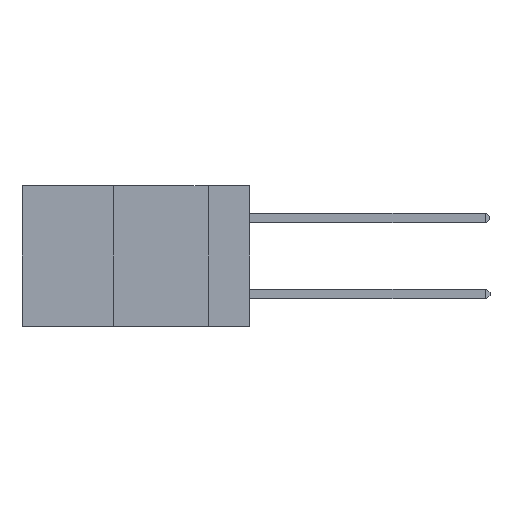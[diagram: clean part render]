
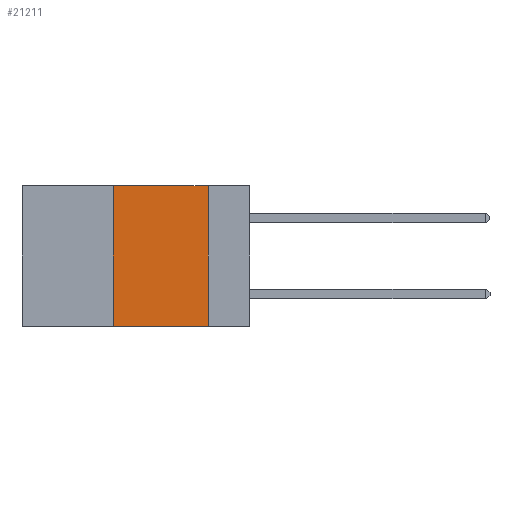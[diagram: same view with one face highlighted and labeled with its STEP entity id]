
A CAD part, left-side view. The second image highlights one B-rep face of the part: STEP entity #21211.
In plain terms, the highlighted planar face has unit normal (-1, 0, 0).
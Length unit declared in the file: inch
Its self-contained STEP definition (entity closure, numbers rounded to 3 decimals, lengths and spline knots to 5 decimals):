
#460 = DIRECTION ( 'NONE',  ( 0., 0., -1. ) ) ;
#1447 = CARTESIAN_POINT ( 'NONE',  ( 0., 0.6, 0. ) ) ;
#1964 = VERTEX_POINT ( 'NONE', #7182 ) ;
#3388 = DIRECTION ( 'NONE',  ( 1., 0., 0. ) ) ;
#4219 = CARTESIAN_POINT ( 'NONE',  ( 0., 0.6, -0.37 ) ) ;
#4512 = LINE ( 'NONE', #21959, #8836 ) ;
#5049 = VERTEX_POINT ( 'NONE', #16004 ) ;
#6048 = ORIENTED_EDGE ( 'NONE', *, *, #13405, .F. ) ;
#6594 = ORIENTED_EDGE ( 'NONE', *, *, #10425, .T. ) ;
#7059 = LINE ( 'NONE', #14200, #16111 ) ;
#7101 = EDGE_CURVE ( 'NONE', #22028, #1964, #4512, .T. ) ;
#7182 = CARTESIAN_POINT ( 'NONE',  ( 0., 0.11, 0. ) ) ;
#7502 = AXIS2_PLACEMENT_3D ( 'NONE', #1447, #3388, #16185 ) ;
#8612 = LINE ( 'NONE', #4219, #22474 ) ;
#8836 = VECTOR ( 'NONE', #12920, 39.37008 ) ;
#10425 = EDGE_CURVE ( 'NONE', #5049, #12715, #8612, .T. ) ;
#10426 = VECTOR ( 'NONE', #460, 39.37008 ) ;
#10581 = ORIENTED_EDGE ( 'NONE', *, *, #23504, .F. ) ;
#10714 = EDGE_LOOP ( 'NONE', ( #10581, #18248, #6048, #6594 ) ) ;
#12545 = PLANE ( 'NONE',  #7502 ) ;
#12715 = VERTEX_POINT ( 'NONE', #14576 ) ;
#12920 = DIRECTION ( 'NONE',  ( 0., -1., 0. ) ) ;
#13403 = DIRECTION ( 'NONE',  ( 0., -1., 0. ) ) ;
#13405 = EDGE_CURVE ( 'NONE', #5049, #22028, #7059, .T. ) ;
#14200 = CARTESIAN_POINT ( 'NONE',  ( 0., 0.36, 0. ) ) ;
#14576 = CARTESIAN_POINT ( 'NONE',  ( 0., 0.11, -0.37 ) ) ;
#14693 = CARTESIAN_POINT ( 'NONE',  ( 0., 0.36, 0. ) ) ;
#15231 = CARTESIAN_POINT ( 'NONE',  ( 0., 0.11, 0. ) ) ;
#16004 = CARTESIAN_POINT ( 'NONE',  ( 0., 0.36, -0.37 ) ) ;
#16094 = DIRECTION ( 'NONE',  ( 0., 0., 1. ) ) ;
#16111 = VECTOR ( 'NONE', #16094, 39.37008 ) ;
#16185 = DIRECTION ( 'NONE',  ( 0., 0., -1. ) ) ;
#16927 = LINE ( 'NONE', #15231, #10426 ) ;
#17903 = FACE_OUTER_BOUND ( 'NONE', #10714, .T. ) ;
#18248 = ORIENTED_EDGE ( 'NONE', *, *, #7101, .F. ) ;
#21211 = ADVANCED_FACE ( 'NONE', ( #17903 ), #12545, .F. ) ;
#21959 = CARTESIAN_POINT ( 'NONE',  ( 0., 0.6, 0. ) ) ;
#22028 = VERTEX_POINT ( 'NONE', #14693 ) ;
#22474 = VECTOR ( 'NONE', #13403, 39.37008 ) ;
#23504 = EDGE_CURVE ( 'NONE', #1964, #12715, #16927, .T. ) ;
